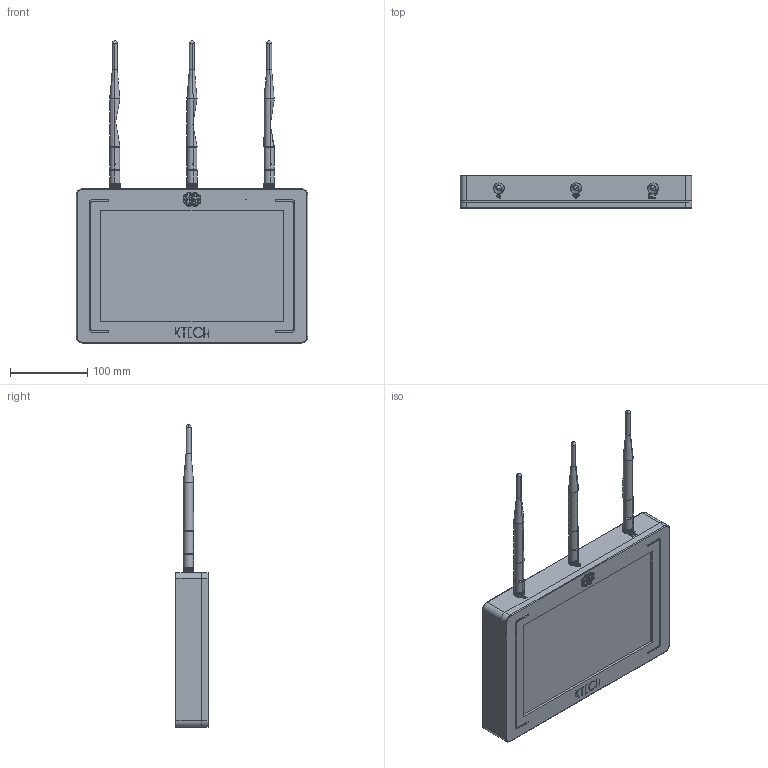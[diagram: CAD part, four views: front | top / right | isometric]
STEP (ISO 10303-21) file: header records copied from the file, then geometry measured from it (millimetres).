
FILE_DESCRIPTION (( 'STEP AP214' ), '1' );
FILE_NAME ('LT9-1-001 Gateway.STEP', '2021-06-19T17:23:04', ( 'Bilal' ), ( '' ), 'SwSTEP 2.0', 'SolidWorks 2020', '' );
FILE_SCHEMA (( 'AUTOMOTIVE_DESIGN' ));
Length unit declared in the file: inch
Products named in the file (1): LT9-1-001  Gateway
Bounding box: 300 x 43.5 x 391.52 mm (x, y, z)
Surface area: 361887.2 mm2 (no closed solid volume)
Topology: 0 solids, 15 shells, 1949 faces, 5471 edges, 3614 vertices
Faces by surface type: plane 697, cylinder 696, bspline 507, cone 35, torus 8, sphere 6
Entity records: 112661 total; most frequent: CARTESIAN_POINT 42348, ORIENTED_EDGE 10920, DIRECTION 7192, EDGE_CURVE 5465, VERTEX_POINT 3614, VECTOR 2756, LINE 2756, AXIS2_PLACEMENT_3D 2218
